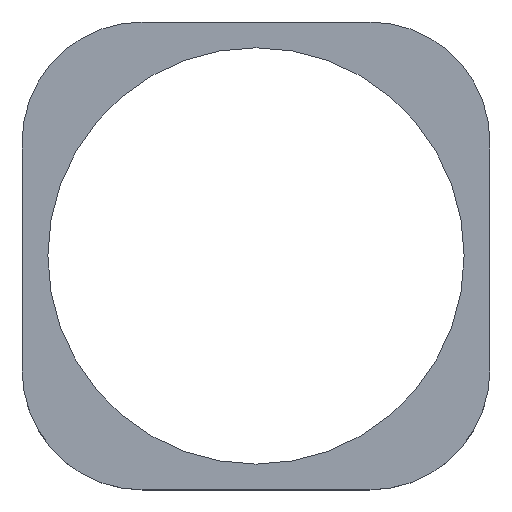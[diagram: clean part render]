
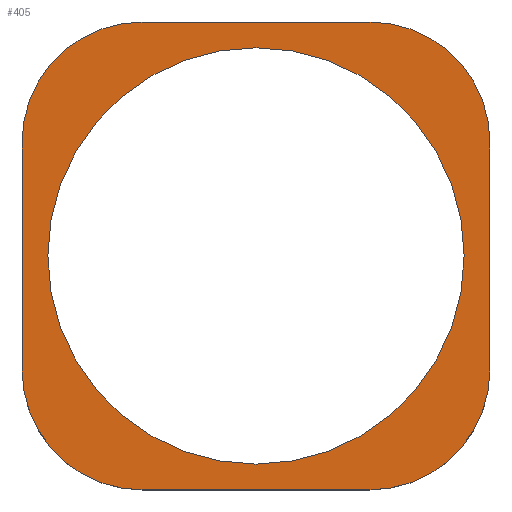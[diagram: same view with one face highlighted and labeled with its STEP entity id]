
A CAD part, top view. The second image highlights one B-rep face of the part: STEP entity #405.
In plain terms, the highlighted planar face has unit normal (0, 0, 1).
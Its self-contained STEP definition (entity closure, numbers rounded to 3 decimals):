
#19=FACE_BOUND('',#104,.T.);
#47=CIRCLE('',#452,17.35);
#49=CIRCLE('',#456,10.);
#50=CIRCLE('',#459,10.);
#51=CIRCLE('',#461,10.);
#52=CIRCLE('',#464,10.);
#75=FACE_OUTER_BOUND('',#103,.T.);
#103=EDGE_LOOP('',(#358,#359,#360,#361,#362,#363,#364,#365));
#104=EDGE_LOOP('',(#366));
#118=LINE('',#623,#150);
#131=LINE('',#684,#163);
#134=LINE('',#692,#166);
#137=LINE('',#702,#169);
#150=VECTOR('',#492,10.);
#163=VECTOR('',#561,10.);
#166=VECTOR('',#570,10.);
#169=VECTOR('',#583,10.);
#181=VERTEX_POINT('',#620);
#182=VERTEX_POINT('',#622);
#199=VERTEX_POINT('',#675);
#201=VERTEX_POINT('',#681);
#202=VERTEX_POINT('',#683);
#203=VERTEX_POINT('',#687);
#204=VERTEX_POINT('',#691);
#205=VERTEX_POINT('',#697);
#206=VERTEX_POINT('',#701);
#220=EDGE_CURVE('',#182,#181,#118,.T.);
#245=EDGE_CURVE('',#199,#199,#47,.T.);
#249=EDGE_CURVE('',#202,#201,#131,.T.);
#251=EDGE_CURVE('',#203,#202,#49,.T.);
#253=EDGE_CURVE('',#204,#203,#134,.T.);
#255=EDGE_CURVE('',#181,#204,#50,.T.);
#256=EDGE_CURVE('',#205,#182,#51,.T.);
#258=EDGE_CURVE('',#206,#205,#137,.T.);
#260=EDGE_CURVE('',#201,#206,#52,.T.);
#358=ORIENTED_EDGE('',*,*,#260,.T.);
#359=ORIENTED_EDGE('',*,*,#258,.T.);
#360=ORIENTED_EDGE('',*,*,#256,.T.);
#361=ORIENTED_EDGE('',*,*,#220,.T.);
#362=ORIENTED_EDGE('',*,*,#255,.T.);
#363=ORIENTED_EDGE('',*,*,#253,.T.);
#364=ORIENTED_EDGE('',*,*,#251,.T.);
#365=ORIENTED_EDGE('',*,*,#249,.T.);
#366=ORIENTED_EDGE('',*,*,#245,.T.);
#381=PLANE('',#465);
#405=ADVANCED_FACE('',(#75,#19),#381,.T.);
#452=AXIS2_PLACEMENT_3D('',#676,#553,#554);
#456=AXIS2_PLACEMENT_3D('',#688,#565,#566);
#459=AXIS2_PLACEMENT_3D('',#695,#574,#575);
#461=AXIS2_PLACEMENT_3D('',#698,#578,#579);
#464=AXIS2_PLACEMENT_3D('',#705,#587,#588);
#465=AXIS2_PLACEMENT_3D('',#706,#589,#590);
#492=DIRECTION('',(0.,-1.,0.));
#553=DIRECTION('center_axis',(0.,0.,-1.));
#554=DIRECTION('ref_axis',(1.,0.,0.));
#561=DIRECTION('',(0.,1.,0.));
#565=DIRECTION('center_axis',(0.,0.,1.));
#566=DIRECTION('ref_axis',(0.,-1.,0.));
#570=DIRECTION('',(1.,0.,0.));
#574=DIRECTION('center_axis',(0.,0.,1.));
#575=DIRECTION('ref_axis',(-1.,0.,0.));
#578=DIRECTION('center_axis',(0.,0.,1.));
#579=DIRECTION('ref_axis',(0.,1.,0.));
#583=DIRECTION('',(-1.,0.,0.));
#587=DIRECTION('center_axis',(0.,0.,1.));
#588=DIRECTION('ref_axis',(1.,0.,0.));
#589=DIRECTION('center_axis',(0.,0.,1.));
#590=DIRECTION('ref_axis',(1.,0.,0.));
#620=CARTESIAN_POINT('',(-19.5,-9.5,0.3));
#622=CARTESIAN_POINT('',(-19.5,9.5,0.3));
#623=CARTESIAN_POINT('',(-19.5,-9.5,0.3));
#675=CARTESIAN_POINT('',(-17.35,0.,0.3));
#676=CARTESIAN_POINT('Origin',(0.,0.,0.3));
#681=CARTESIAN_POINT('',(19.5,9.5,0.3));
#683=CARTESIAN_POINT('',(19.5,-9.5,0.3));
#684=CARTESIAN_POINT('',(19.5,9.5,0.3));
#687=CARTESIAN_POINT('',(9.5,-19.5,0.3));
#688=CARTESIAN_POINT('Origin',(9.5,-9.5,0.3));
#691=CARTESIAN_POINT('',(-9.5,-19.5,0.3));
#692=CARTESIAN_POINT('',(9.5,-19.5,0.3));
#695=CARTESIAN_POINT('Origin',(-9.5,-9.5,0.3));
#697=CARTESIAN_POINT('',(-9.5,19.5,0.3));
#698=CARTESIAN_POINT('Origin',(-9.5,9.5,0.3));
#701=CARTESIAN_POINT('',(9.5,19.5,0.3));
#702=CARTESIAN_POINT('',(-9.5,19.5,0.3));
#705=CARTESIAN_POINT('Origin',(9.5,9.5,0.3));
#706=CARTESIAN_POINT('Origin',(0.,0.,
0.3));
